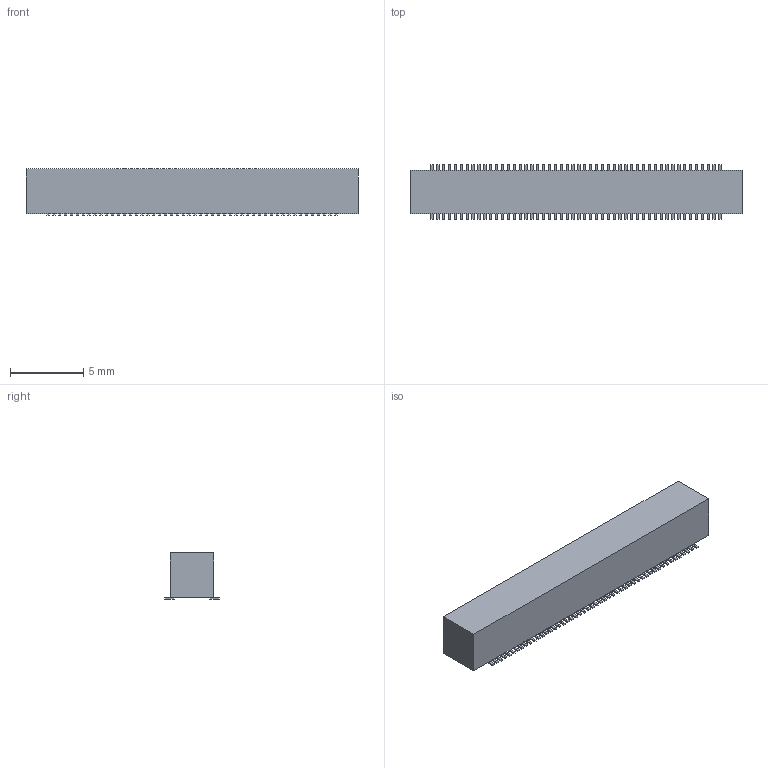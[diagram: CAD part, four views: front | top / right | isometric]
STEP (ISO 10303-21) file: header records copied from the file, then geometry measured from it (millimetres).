
FILE_DESCRIPTION(('FreeCAD Model'),'2;1');
FILE_NAME('6283429.1.4.stp','2022-09-11T01:01:18',( 'Author'),(''),'Open CASCADE STEP processor 6.9','FreeCAD','Unknown' );
FILE_SCHEMA(('AUTOMOTIVE_DESIGN { 1 0 10303 214 1 1 1 1 }'));
Length unit declared in the file: millimetre
Products named in the file (3): ASSEMBLY; Body; Pins
Assembly tree (2 placements, depth 2):
  ASSEMBLY
    Body
    Pins
Bounding box: 22.6 x 3.74 x 3.15 mm (x, y, z)
Volume: 203.7 mm3; surface area: 326.2 mm2
Topology: 101 solids, 101 shells, 606 faces, 1212 edges, 808 vertices
Faces by surface type: plane 606
Entity records: 31871 total; most frequent: CARTESIAN_POINT 5053, DIRECTION 4854, LINE 3636, VECTOR 3636, ORIENTED_EDGE 2424, PCURVE 2424, DEFINITIONAL_REPRESENTATION 2424, EDGE_CURVE 1212
